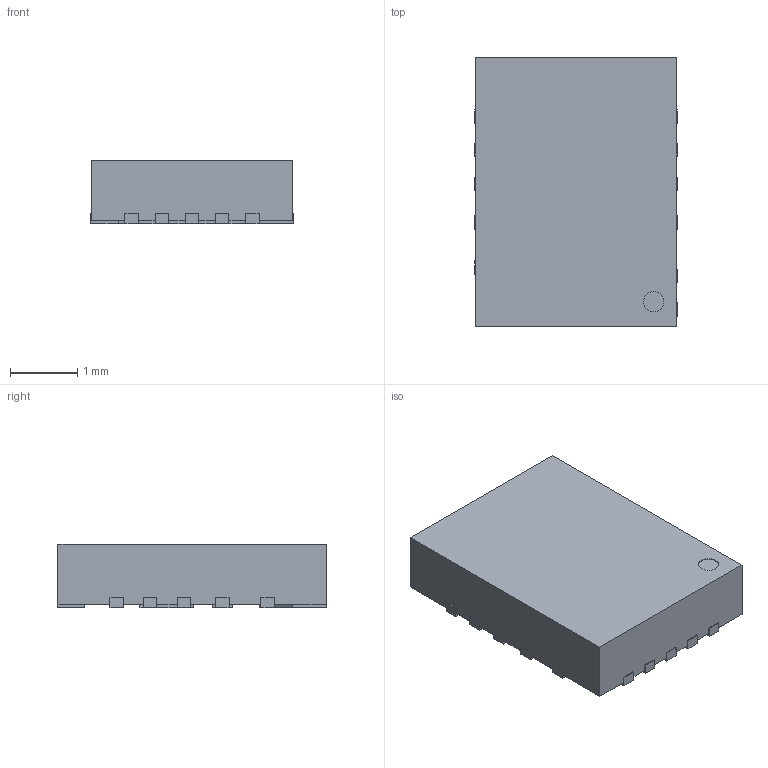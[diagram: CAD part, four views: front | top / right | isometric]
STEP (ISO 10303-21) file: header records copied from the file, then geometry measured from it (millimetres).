
FILE_DESCRIPTION(/* description */ ('Unknown'),/* implementation_level */ '2;1');
FILE_NAME(/* name */ 'TPS51388VABR',/* time_stamp */ '2024-11-12T07:44:56+02:00',/* author */ ('Unknown'),/* organization */ ('Unknown'),/* preprocessor_version */ 'ST-DEVELOPER v19.4',/* originating_system */ 'Solid Edge',/* authorisation */ 'Unknown');
FILE_SCHEMA (('AUTOMOTIVE_DESIGN {1 0 10303 214 3 1 1}'));
Length unit declared in the file: millimetre
Products named in the file (1): TPS51388VABR
Bounding box: 3.02 x 4.02 x 0.95 mm (x, y, z)
Volume: 11.1 mm3; surface area: 38.4 mm2
Topology: 1 solids, 1 shells, 153 faces, 450 edges, 300 vertices
Faces by surface type: plane 151, cylinder 2
Full cylindrical faces by diameter (mm): 0.305 x1
Entity records: 6078 total; most frequent: CARTESIAN_POINT 903, ORIENTED_EDGE 898, DIRECTION 761, EDGE_CURVE 449, LINE 445, VECTOR 445, VERTEX_POINT 300, AXIS2_PLACEMENT_3D 158
